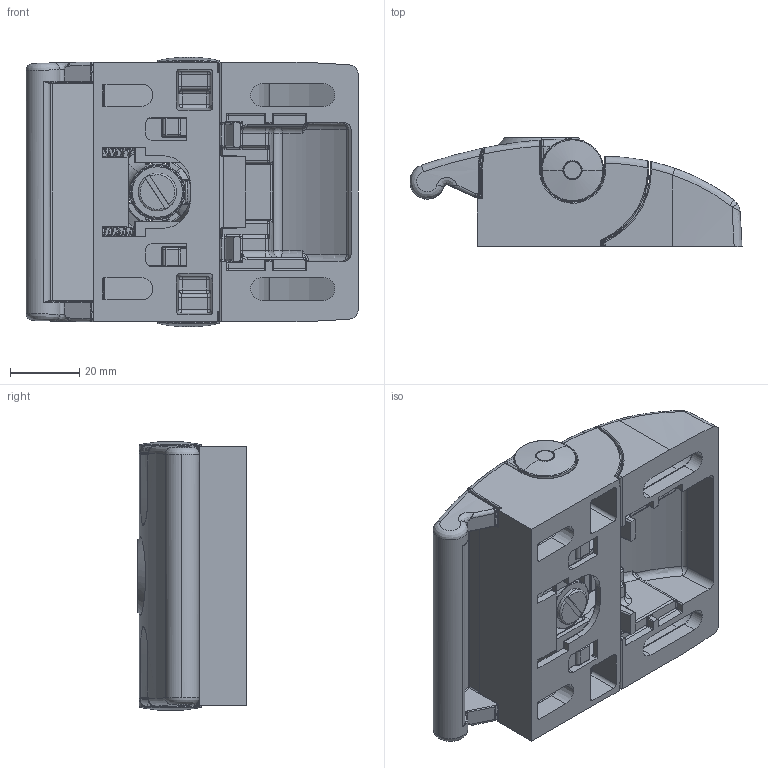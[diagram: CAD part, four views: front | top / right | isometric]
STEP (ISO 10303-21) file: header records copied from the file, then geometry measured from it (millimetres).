
FILE_DESCRIPTION (( 'STEP AP214' ), '1' );
FILE_NAME ('0957408.STEP', '2014-08-14T14:15:10', ( '' ), ( '' ), 'SwSTEP 2.0', 'SolidWorks 2014', '' );
FILE_SCHEMA (( 'AUTOMOTIVE_DESIGN' ));
Length unit declared in the file: millimetre
Products named in the file (12): 0957408R02_0957408R02; 0957408R01_0957408R01 arme verl„ngert; 0957408; 0957401r16; 0957408R09_0957408r09; 0957408R08_0957408R08; 0957408R07_0957408R07; 0957401r14_0957401R14; 0957408R16; 0957408R05; 0957408R04_0957408R04; 0957408R03_standard gespiegelt muss sein 
Assembly tree (15 placements, depth 2):
  0957408
    0957408R01_0957408R01 arme verl„ngert
    0957408R02_0957408R02
    0957408R03_standard gespiegelt muss sein 
    0957408R04_0957408R04
    0957408R05
    0957408R16  x2
    0957401r14_0957401R14
    0957408R07_0957408R07  x2
    0957408R08_0957408R08  x2
    0957408R09_0957408r09  x2
    0957401r16
Bounding box: 96.01 x 31.57 x 77.81 mm (x, y, z)
Volume: 75788.9 mm3; surface area: 62098.3 mm2
Topology: 15 solids, 15 shells, 3115 faces, 7794 edges, 4452 vertices
Faces by surface type: cylinder 1055, plane 908, bspline 630, torus 299, sphere 193, cone 30
Entity records: 101064 total; most frequent: CARTESIAN_POINT 41199, ORIENTED_EDGE 13198, DIRECTION 11789, EDGE_CURVE 6599, AXIS2_PLACEMENT_3D 4577, VERTEX_POINT 3836, EDGE_LOOP 2813, ADVANCED_FACE 2779
